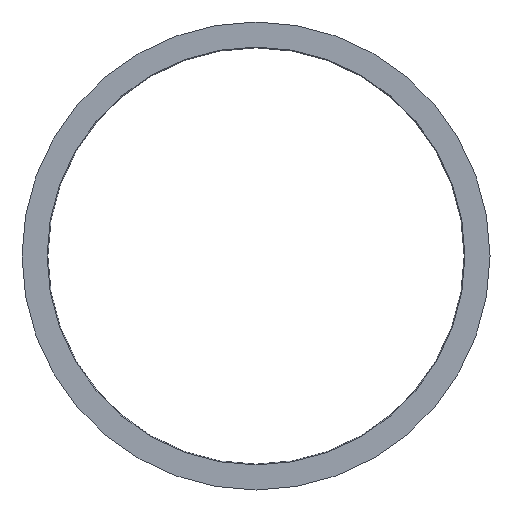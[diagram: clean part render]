
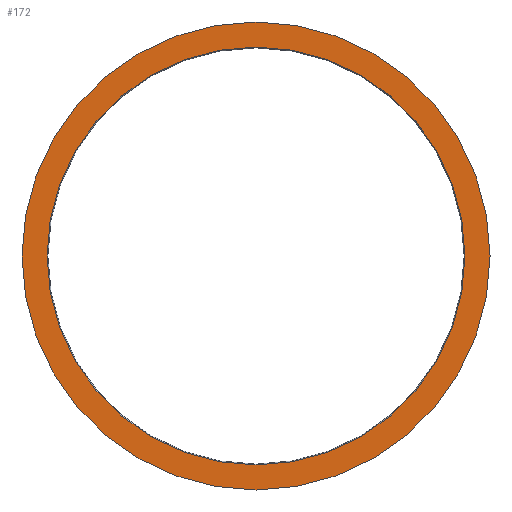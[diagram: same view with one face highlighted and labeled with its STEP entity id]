
A CAD part, front view. The second image highlights one B-rep face of the part: STEP entity #172.
In plain terms, the highlighted planar face has unit normal (0, -1, 0).
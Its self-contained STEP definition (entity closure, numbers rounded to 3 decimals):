
#22=CARTESIAN_POINT('',(0.,0.,0.));
#23=DIRECTION('',(0.,-1.,0.));
#24=DIRECTION('',(0.,0.,-1.));
#25=AXIS2_PLACEMENT_3D('',#22,#23,#24);
#27=CARTESIAN_POINT('',(0.,0.,0.));
#28=DIRECTION('',(0.,-1.,0.));
#29=DIRECTION('',(0.,0.,1.));
#30=AXIS2_PLACEMENT_3D('',#27,#28,#29);
#32=CARTESIAN_POINT('',(0.,0.,0.));
#33=DIRECTION('',(0.,1.,0.));
#34=DIRECTION('',(0.,0.,-1.));
#35=AXIS2_PLACEMENT_3D('',#32,#33,#34);
#37=CARTESIAN_POINT('',(0.,0.,0.));
#38=DIRECTION('',(0.,1.,0.));
#39=DIRECTION('',(0.,0.,1.));
#40=AXIS2_PLACEMENT_3D('',#37,#38,#39);
#110=CARTESIAN_POINT('',(0.,0.,-25.));
#112=VERTEX_POINT('',#110);
#114=CARTESIAN_POINT('',(0.,0.,25.));
#116=VERTEX_POINT('',#114);
#117=CARTESIAN_POINT('',(0.,0.,28.));
#119=VERTEX_POINT('',#117);
#121=CARTESIAN_POINT('',(0.,0.,-28.));
#123=VERTEX_POINT('',#121);
#156=CARTESIAN_POINT('',(28.,0.,0.));
#157=DIRECTION('',(0.,1.,0.));
#158=DIRECTION('',(0.,0.,1.));
#159=AXIS2_PLACEMENT_3D('',#156,#157,#158);
#160=PLANE('',#159);
#162=ORIENTED_EDGE('',*,*,#161,.F.);
#164=ORIENTED_EDGE('',*,*,#163,.F.);
#165=EDGE_LOOP('',(#162,#164));
#166=FACE_OUTER_BOUND('',#165,.F.);
#168=ORIENTED_EDGE('',*,*,#167,.F.);
#169=ORIENTED_EDGE('',*,*,#138,.F.);
#170=EDGE_LOOP('',(#168,#169));
#171=FACE_BOUND('',#170,.F.);
#172=ADVANCED_FACE('',(#166,#171),#160,.F.);
#26=CIRCLE('',#25,28.);
#31=CIRCLE('',#30,28.);
#36=CIRCLE('',#35,25.);
#41=CIRCLE('',#40,25.);
#138=EDGE_CURVE('',#116,#112,#41,.T.);
#161=EDGE_CURVE('',#123,#119,#26,.T.);
#163=EDGE_CURVE('',#119,#123,#31,.T.);
#167=EDGE_CURVE('',#112,#116,#36,.T.);
